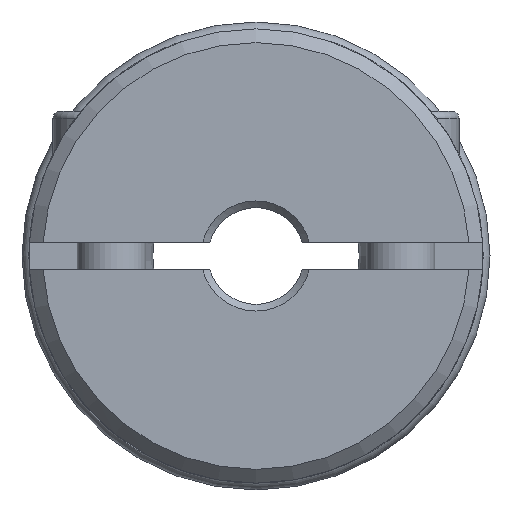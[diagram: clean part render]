
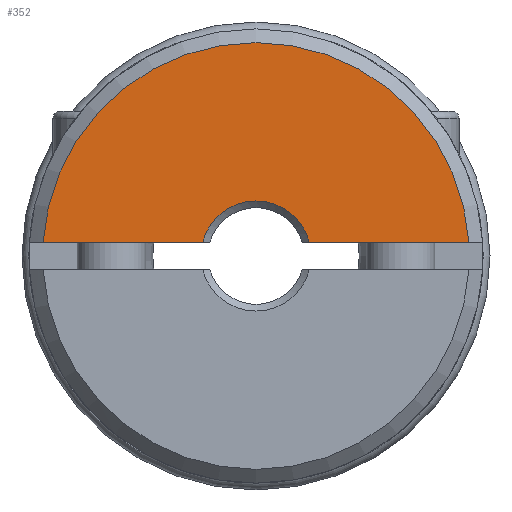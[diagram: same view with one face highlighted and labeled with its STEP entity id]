
A CAD part, left-side view. The second image highlights one B-rep face of the part: STEP entity #352.
In plain terms, the highlighted planar face has unit normal (-1, 0, 0).
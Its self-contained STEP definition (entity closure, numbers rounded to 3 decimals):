
#352 = ADVANCED_FACE( '', ( #850 ), #851, .T. );
#850 = FACE_OUTER_BOUND( '', #1519, .T. );
#851 = PLANE( '', #1520 );
#1519 = EDGE_LOOP( '', ( #2420, #2421, #2422, #2423 ) );
#1520 = AXIS2_PLACEMENT_3D( '', #2424, #2425, #2426 );
#2420 = ORIENTED_EDGE( '', *, *, #3542, .T. );
#2421 = ORIENTED_EDGE( '', *, *, #3543, .T. );
#2422 = ORIENTED_EDGE( '', *, *, #3544, .T. );
#2423 = ORIENTED_EDGE( '', *, *, #3484, .F. );
#2424 = CARTESIAN_POINT( '', ( 0., 0., 3. ) );
#2425 = DIRECTION( '', ( -1., 0., 0. ) );
#2426 = DIRECTION( '', ( 0., -1., 0. ) );
#3484 = EDGE_CURVE( '', #4108, #4104, #4110, .T. );
#3542 = EDGE_CURVE( '', #4108, #4201, #4202, .T. );
#3543 = EDGE_CURVE( '', #4201, #4203, #4204, .F. );
#3544 = EDGE_CURVE( '', #4203, #4104, #4205, .T. );
#4104 = VERTEX_POINT( '', #5030 );
#4108 = VERTEX_POINT( '', #5034 );
#4110 = CIRCLE( '', #5036, 15.5 );
#4201 = VERTEX_POINT( '', #5219 );
#4202 = LINE( '', #5220, #5221 );
#4203 = VERTEX_POINT( '', #5222 );
#4204 = CIRCLE( '', #5223, 4. );
#4205 = LINE( '', #5224, #5225 );
#5030 = CARTESIAN_POINT( '', ( 0., -15.468, 1. ) );
#5034 = CARTESIAN_POINT( '', ( 0., 15.468, 1. ) );
#5036 = AXIS2_PLACEMENT_3D( '', #6275, #6276, #6277 );
#5219 = CARTESIAN_POINT( '', ( 0., 3.873, 1. ) );
#5220 = CARTESIAN_POINT( '', ( 0., 34.18, 1. ) );
#5221 = VECTOR( '', #6346, 1000. );
#5222 = CARTESIAN_POINT( '', ( 0., -3.873, 1. ) );
#5223 = AXIS2_PLACEMENT_3D( '', #6347, #6348, #6349 );
#5224 = CARTESIAN_POINT( '', ( 0., 34.18, 1. ) );
#5225 = VECTOR( '', #6350, 1000. );
#6275 = CARTESIAN_POINT( '', ( 0., 0., 0. ) );
#6276 = DIRECTION( '', ( 1., 0., 0. ) );
#6277 = DIRECTION( '', ( 0., 0., 1. ) );
#6346 = DIRECTION( '', ( 0., -1., 0. ) );
#6347 = CARTESIAN_POINT( '', ( 0., 0., 0. ) );
#6348 = DIRECTION( '', ( -1., 0., 0. ) );
#6349 = DIRECTION( '', ( 0., -1., 0. ) );
#6350 = DIRECTION( '', ( 0., -1., 0. ) );
